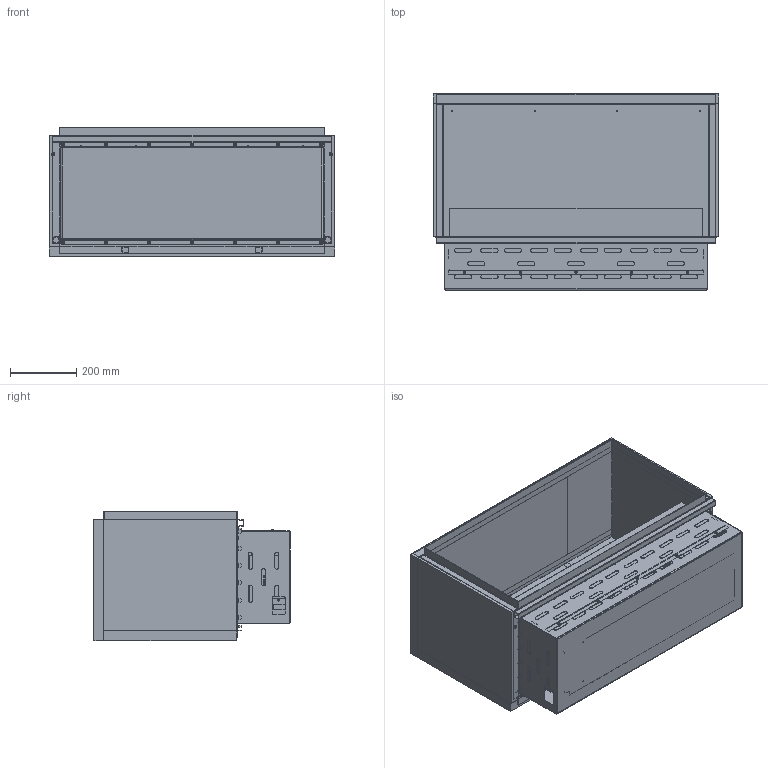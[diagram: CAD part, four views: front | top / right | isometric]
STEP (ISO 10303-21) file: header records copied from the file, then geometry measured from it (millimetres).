
FILE_DESCRIPTION (( 'STEP AP203' ), '1' );
FILE_NAME ('PJ00190-A-11.STEP', '2019-02-28T11:31:16', ( '' ), ( '' ), 'SwSTEP 2.0', 'SolidWorks 2019', '' );
FILE_SCHEMA (( 'CONFIG_CONTROL_DESIGN' ));
Length unit declared in the file: millimetre
Products named in the file (23): PT10937-A-AC_PT10937-A-AC; AS04036-A-01; AS04037-A-01; PT01372-A-AC; PT10887-A-V3; PT10938-B-AC_PT10938-B-AC; PT11535-A-IL; PJ00153-O-02-C.EVO PLUS 400; PT10940-B-AC_PT10940-B-AC; PT00832-A-A2; PT10931-A-AC_PT10933-A-AC; PT07661-A-A2; PT11533-A-IL_PT11844-A-IL; AS04035-A-01; PT11975-A-AC_PT11971-A-AC; PJ00190-A-11; PT11854-A-IF; PT11534-A-IL_PT11848-A-IL; PT10936-A-AC_PT10936-A-AC; PT10939-C-AC_PT10939-B-AC; PT10931-A-AC; PT10931-A-AC_PT10932-A-AC; PT10935-B-AC
Assembly tree (100 placements, depth 4):
  PJ00190-A-11
    AS04035-A-01
      AS04036-A-01
        PT10935-B-AC
        PT10937-A-AC_PT10937-A-AC
        PT10938-B-AC_PT10938-B-AC  x2
        PT10936-A-AC_PT10936-A-AC
        PT10931-A-AC  x2
        PT10931-A-AC_PT10932-A-AC  x6
        PT10931-A-AC_PT10933-A-AC  x2
        PT11975-A-AC_PT11971-A-AC
        PT01372-A-AC  x41
      AS04037-A-01
        PT10939-C-AC_PT10939-B-AC
        PT10940-B-AC_PT10940-B-AC
        PT00832-A-A2  x5
        PT07661-A-A2  x5
        PT11854-A-IF
      PT11533-A-IL_PT11844-A-IL
      PT11534-A-IL_PT11848-A-IL
      PT11535-A-IL  x2
      PT07661-A-A2  x21
    PT10887-A-V3
    PJ00153-O-02-C.EVO PLUS 400
Bounding box: 864 x 594.5 x 392 mm (x, y, z)
Volume: 33866438.4 mm3; surface area: 8139873.9 mm2
Topology: 129 solids, 129 shells, 5904 faces, 16512 edges, 10908 vertices
Faces by surface type: plane 3301, cylinder 2429, cone 68, torus 46, bspline 32, sphere 28
Full cylindrical faces by diameter (mm): 3.3 x13, 3.7 x4, 4 x87, 4.2 x2, 4.25 x3, 4.3 x22, 4.5 x21, 5 x30, 5.3 x11, 5.5 x2, 6.1 x1, 6.5 x56, 7 x11, 7.3 x6, 8 x1, 10 x28, 10.2 x2, 13 x2, 20 x1, 25 x1
Entity records: 159131 total; most frequent: CARTESIAN_POINT 28421, DIRECTION 26394, ORIENTED_EDGE 26180, EDGE_CURVE 13090, LINE 8974, VECTOR 8974, VERTEX_POINT 8727, AXIS2_PLACEMENT_3D 8710
